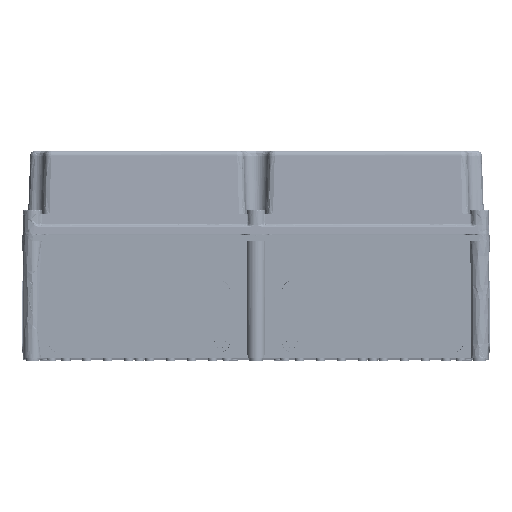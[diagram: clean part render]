
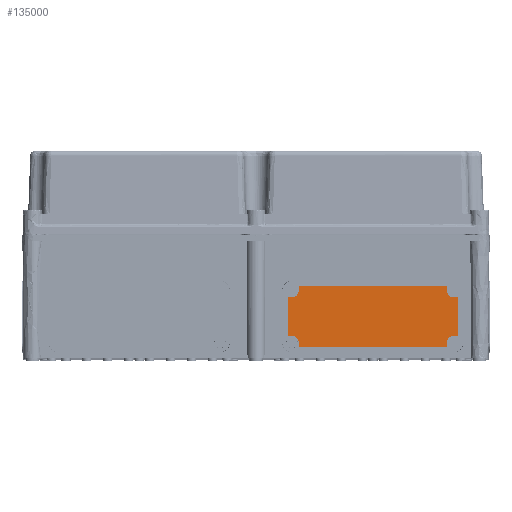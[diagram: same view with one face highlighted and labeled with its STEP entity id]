
A CAD part, top view. The second image highlights one B-rep face of the part: STEP entity #135000.
In plain terms, the highlighted face is planar.
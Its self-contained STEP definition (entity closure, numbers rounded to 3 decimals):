
#861 = VERTEX_POINT ( 'NONE', #114790 ) ;
#2882 = CIRCLE ( 'NONE', #79101, 8.052 ) ;
#3016 = CARTESIAN_POINT ( 'NONE',  ( 38., 376.499, 120.948 ) ) ;
#4274 = CARTESIAN_POINT ( 'NONE',  ( 38.052, 376.499, 75. ) ) ;
#4866 = CARTESIAN_POINT ( 'NONE',  ( 227.948, 376.499, 134. ) ) ;
#6408 = VERTEX_POINT ( 'NONE', #55993 ) ;
#7849 = CIRCLE ( 'NONE', #103790, 8.052 ) ;
#9044 = DIRECTION ( 'NONE',  ( 0., -1., 0. ) ) ;
#9355 = DIRECTION ( 'NONE',  ( 1., 0., 0. ) ) ;
#9610 = CARTESIAN_POINT ( 'NONE',  ( 51.052, 376.499, 129. ) ) ;
#11888 = LINE ( 'NONE', #124598, #61182 ) ;
#12846 = CARTESIAN_POINT ( 'NONE',  ( 38.052, 376.499, 75.052 ) ) ;
#12878 = CARTESIAN_POINT ( 'NONE',  ( 43., 376.499, 129. ) ) ;
#14276 = ORIENTED_EDGE ( 'NONE', *, *, #45429, .T. ) ;
#15941 = CARTESIAN_POINT ( 'NONE',  ( 236., 376.499, 120.948 ) ) ;
#16677 = ORIENTED_EDGE ( 'NONE', *, *, #86805, .T. ) ;
#17636 = CARTESIAN_POINT ( 'NONE',  ( 236., 376.499, 67. ) ) ;
#18271 = CARTESIAN_POINT ( 'NONE',  ( 43., 376.499, 129. ) ) ;
#18884 = CARTESIAN_POINT ( 'NONE',  ( 51.052, 376.499, 62.052 ) ) ;
#22638 = CARTESIAN_POINT ( 'NONE',  ( 227.948, 376.499, 129. ) ) ;
#23312 = CARTESIAN_POINT ( 'NONE',  ( 240.948, 376.499, 120.948 ) ) ;
#23533 = LINE ( 'NONE', #110550, #71436 ) ;
#25802 = LINE ( 'NONE', #117503, #73910 ) ;
#26049 = ORIENTED_EDGE ( 'NONE', *, *, #52529, .T. ) ;
#26289 = CARTESIAN_POINT ( 'NONE',  ( 236., 376.499, 129. ) ) ;
#27055 = VERTEX_POINT ( 'NONE', #18884 ) ;
#27431 = EDGE_CURVE ( 'NONE', #125104, #58576, #2882, .T. ) ;
#28718 = CARTESIAN_POINT ( 'NONE',  ( 227.948, 376.499, 62.052 ) ) ;
#29784 = CARTESIAN_POINT ( 'NONE',  ( 240.948, 376.499, 121. ) ) ;
#31189 = EDGE_CURVE ( 'NONE', #62332, #102043, #80364, .T. ) ;
#31578 = DIRECTION ( 'NONE',  ( 0., -1., 0. ) ) ;
#36101 = CARTESIAN_POINT ( 'NONE',  ( 227.948, 376.499, 67. ) ) ;
#37447 = ORIENTED_EDGE ( 'NONE', *, *, #99564, .T. ) ;
#37465 = DIRECTION ( 'NONE',  ( 0., -1., 0. ) ) ;
#37489 = FACE_OUTER_BOUND ( 'NONE', #108227, .T. ) ;
#37971 = DIRECTION ( 'NONE',  ( 0., -1., 0. ) ) ;
#38209 = VERTEX_POINT ( 'NONE', #22638 ) ;
#40601 = AXIS2_PLACEMENT_3D ( 'NONE', #26289, #37465, #93289 ) ;
#43209 = DIRECTION ( 'NONE',  ( 1., 0., 0. ) ) ;
#43937 = AXIS2_PLACEMENT_3D ( 'NONE', #84519, #31578, #9355 ) ;
#45429 = EDGE_CURVE ( 'NONE', #138295, #61759, #52199, .T. ) ;
#52199 = LINE ( 'NONE', #100133, #53872 ) ;
#52529 = EDGE_CURVE ( 'NONE', #106525, #81838, #87882, .T. ) ;
#52751 = EDGE_CURVE ( 'NONE', #38209, #74598, #90313, .T. ) ;
#53872 = VECTOR ( 'NONE', #43209, 1000. ) ;
#55993 = CARTESIAN_POINT ( 'NONE',  ( 43., 376.499, 75.052 ) ) ;
#56447 = ORIENTED_EDGE ( 'NONE', *, *, #63163, .T. ) ;
#57550 = CARTESIAN_POINT ( 'NONE',  ( 51.052, 376.499, 67. ) ) ;
#57830 = DIRECTION ( 'NONE',  ( -1., 0., 0. ) ) ;
#58243 = ORIENTED_EDGE ( 'NONE', *, *, #73604, .T. ) ;
#58576 = VERTEX_POINT ( 'NONE', #9610 ) ;
#60161 = ORIENTED_EDGE ( 'NONE', *, *, #52751, .T. ) ;
#61107 = EDGE_CURVE ( 'NONE', #58576, #138295, #23533, .T. ) ;
#61182 = VECTOR ( 'NONE', #112552, 1000. ) ;
#61759 = VERTEX_POINT ( 'NONE', #72486 ) ;
#62332 = VERTEX_POINT ( 'NONE', #36101 ) ;
#62488 = DIRECTION ( 'NONE',  ( 1., 0., 0. ) ) ;
#63163 = EDGE_CURVE ( 'NONE', #66986, #861, #85297, .T. ) ;
#64348 = EDGE_CURVE ( 'NONE', #141462, #62332, #7849, .T. ) ;
#66381 = ORIENTED_EDGE ( 'NONE', *, *, #80301, .T. ) ;
#66986 = VERTEX_POINT ( 'NONE', #12846 ) ;
#69720 = EDGE_CURVE ( 'NONE', #6408, #66986, #11888, .T. ) ;
#70066 = VECTOR ( 'NONE', #57830, 1000. ) ;
#71436 = VECTOR ( 'NONE', #122565, 1000. ) ;
#72486 = CARTESIAN_POINT ( 'NONE',  ( 227.948, 376.499, 133.948 ) ) ;
#72842 = LINE ( 'NONE', #82420, #122664 ) ;
#73356 = VERTEX_POINT ( 'NONE', #57550 ) ;
#73604 = EDGE_CURVE ( 'NONE', #861, #125104, #76554, .T. ) ;
#73910 = VECTOR ( 'NONE', #138776, 1000. ) ;
#74598 = VERTEX_POINT ( 'NONE', #119980 ) ;
#74896 = AXIS2_PLACEMENT_3D ( 'NONE', #18271, #130850, #124494 ) ;
#76554 = LINE ( 'NONE', #3016, #123555 ) ;
#77163 = CARTESIAN_POINT ( 'NONE',  ( 43., 376.499, 120.948 ) ) ;
#78049 = CARTESIAN_POINT ( 'NONE',  ( 236., 376.499, 75.052 ) ) ;
#79101 = AXIS2_PLACEMENT_3D ( 'NONE', #12878, #9044, #101196 ) ;
#80301 = EDGE_CURVE ( 'NONE', #73356, #6408, #94728, .T. ) ;
#80364 = LINE ( 'NONE', #132043, #129241 ) ;
#81838 = VERTEX_POINT ( 'NONE', #105017 ) ;
#82420 = CARTESIAN_POINT ( 'NONE',  ( 51.052, 376.499, 62. ) ) ;
#83600 = DIRECTION ( 'NONE',  ( 1., 0., 0. ) ) ;
#84220 = DIRECTION ( 'NONE',  ( 0., 0., 1. ) ) ;
#84519 = CARTESIAN_POINT ( 'NONE',  ( 43., 376.499, 67. ) ) ;
#85297 = LINE ( 'NONE', #4274, #134654 ) ;
#86805 = EDGE_CURVE ( 'NONE', #102043, #27055, #25802, .T. ) ;
#87882 = LINE ( 'NONE', #29784, #88122 ) ;
#88122 = VECTOR ( 'NONE', #107075, 1000. ) ;
#90129 = ORIENTED_EDGE ( 'NONE', *, *, #104614, .T. ) ;
#90313 = CIRCLE ( 'NONE', #40601, 8.052 ) ;
#93289 = DIRECTION ( 'NONE',  ( 1., 0., 0. ) ) ;
#94728 = CIRCLE ( 'NONE', #43937, 8.052 ) ;
#99564 = EDGE_CURVE ( 'NONE', #81838, #141462, #121282, .T. ) ;
#100133 = CARTESIAN_POINT ( 'NONE',  ( 51., 376.499, 133.948 ) ) ;
#100685 = CARTESIAN_POINT ( 'NONE',  ( 51.052, 376.499, 133.948 ) ) ;
#101196 = DIRECTION ( 'NONE',  ( 1., 0., 0. ) ) ;
#102043 = VERTEX_POINT ( 'NONE', #28718 ) ;
#103790 = AXIS2_PLACEMENT_3D ( 'NONE', #17636, #37971, #83600 ) ;
#104614 = EDGE_CURVE ( 'NONE', #74598, #106525, #119096, .T. ) ;
#105017 = CARTESIAN_POINT ( 'NONE',  ( 240.948, 376.499, 75.052 ) ) ;
#106525 = VERTEX_POINT ( 'NONE', #23312 ) ;
#107075 = DIRECTION ( 'NONE',  ( 0., 0., -1. ) ) ;
#107786 = ORIENTED_EDGE ( 'NONE', *, *, #31189, .T. ) ;
#108227 = EDGE_LOOP ( 'NONE', ( #66381, #127631, #56447, #58243, #136959, #119081, #14276, #123231, #60161, #90129, #26049, #37447, #122330, #107786, #16677, #115103 ) ) ;
#110550 = CARTESIAN_POINT ( 'NONE',  ( 51.052, 376.499, 129. ) ) ;
#111669 = DIRECTION ( 'NONE',  ( 0., 0., -1. ) ) ;
#111716 = CARTESIAN_POINT ( 'NONE',  ( 241., 376.499, 75.052 ) ) ;
#112552 = DIRECTION ( 'NONE',  ( -1., 0., 0. ) ) ;
#114790 = CARTESIAN_POINT ( 'NONE',  ( 38.052, 376.499, 120.948 ) ) ;
#115103 = ORIENTED_EDGE ( 'NONE', *, *, #127782, .T. ) ;
#117242 = VECTOR ( 'NONE', #62488, 1000. ) ;
#117503 = CARTESIAN_POINT ( 'NONE',  ( 228., 376.499, 62.052 ) ) ;
#117853 = DIRECTION ( 'NONE',  ( 0., 0., 1. ) ) ;
#119081 = ORIENTED_EDGE ( 'NONE', *, *, #61107, .T. ) ;
#119096 = LINE ( 'NONE', #15941, #117242 ) ;
#119980 = CARTESIAN_POINT ( 'NONE',  ( 236., 376.499, 120.948 ) ) ;
#121282 = LINE ( 'NONE', #111716, #70066 ) ;
#122330 = ORIENTED_EDGE ( 'NONE', *, *, #64348, .T. ) ;
#122565 = DIRECTION ( 'NONE',  ( 0., 0., 1. ) ) ;
#122664 = VECTOR ( 'NONE', #117853, 1000. ) ;
#123231 = ORIENTED_EDGE ( 'NONE', *, *, #130126, .T. ) ;
#123555 = VECTOR ( 'NONE', #124743, 1000. ) ;
#124494 = DIRECTION ( 'NONE',  ( 0., 0., 1. ) ) ;
#124598 = CARTESIAN_POINT ( 'NONE',  ( 43., 376.499, 75.052 ) ) ;
#124743 = DIRECTION ( 'NONE',  ( 1., 0., 0. ) ) ;
#125104 = VERTEX_POINT ( 'NONE', #77163 ) ;
#127631 = ORIENTED_EDGE ( 'NONE', *, *, #69720, .T. ) ;
#127782 = EDGE_CURVE ( 'NONE', #27055, #73356, #72842, .T. ) ;
#128537 = DIRECTION ( 'NONE',  ( 0., 0., -1. ) ) ;
#129241 = VECTOR ( 'NONE', #111669, 1000. ) ;
#130126 = EDGE_CURVE ( 'NONE', #61759, #38209, #140124, .T. ) ;
#130850 = DIRECTION ( 'NONE',  ( 0., 1., 0. ) ) ;
#132043 = CARTESIAN_POINT ( 'NONE',  ( 227.948, 376.499, 67. ) ) ;
#134654 = VECTOR ( 'NONE', #84220, 1000. ) ;
#135000 = ADVANCED_FACE ( 'NONE', ( #37489 ), #140044, .T. ) ;
#136959 = ORIENTED_EDGE ( 'NONE', *, *, #27431, .T. ) ;
#138295 = VERTEX_POINT ( 'NONE', #100685 ) ;
#138776 = DIRECTION ( 'NONE',  ( -1., 0., 0. ) ) ;
#140044 = PLANE ( 'NONE',  #74896 ) ;
#140124 = LINE ( 'NONE', #4866, #143749 ) ;
#141462 = VERTEX_POINT ( 'NONE', #78049 ) ;
#143749 = VECTOR ( 'NONE', #128537, 1000. ) ;
